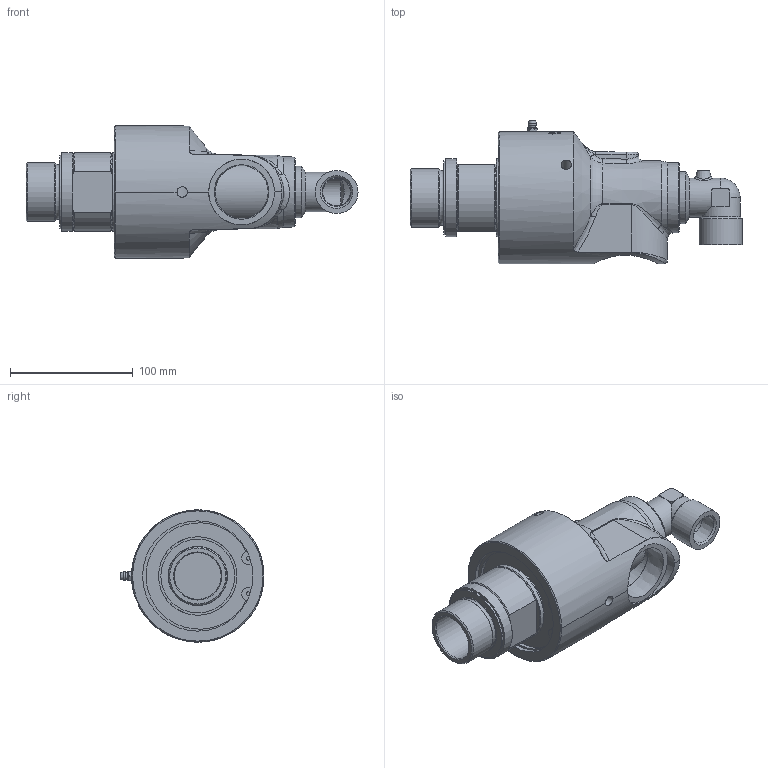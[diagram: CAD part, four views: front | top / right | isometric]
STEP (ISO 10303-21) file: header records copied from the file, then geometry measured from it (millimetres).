
FILE_DESCRIPTION(/* description */ (''),/* implementation_level */ '2;1');
FILE_NAME(/* name */ '555-000-198221-IC.stp',/* time_stamp */ '2020-05-20T10:18:58-05:00',/* author */ ('GALINDOLM'),/* organization */ (''),/* preprocessor_version */ 'ST-DEVELOPER v18',/* originating_system */ 'Autodesk Inventor 2020',/* authorisation */ '');
FILE_SCHEMA (('AUTOMOTIVE_DESIGN { 1 0 10303 214 3 1 1 }'));
Length unit declared in the file: millimetre
Products named in the file (1): 555-000-198221-IC
Bounding box: 270.98 x 117.41 x 108 mm (x, y, z)
Volume: 1010728.6 mm3; surface area: 108474.3 mm2
Topology: 1 solids, 2 shells, 558 faces, 1499 edges, 998 vertices
Faces by surface type: bspline 269, plane 141, cylinder 90, cone 50, torus 7, sphere 1
Full cylindrical faces by diameter (mm): 2.005 x1, 3.12 x2, 3.5 x1, 5.359 x1, 8.6 x3, 22.631 x1, 24.117 x1, 32 x1, 35 x1, 38.1 x1, 43.256 x1, 47.803 x1, 48.4 x1, 53.7 x1, 56.25 x1, 60.3 x1, 64 x2, 90.07 x1
Entity records: 32088 total; most frequent: CARTESIAN_POINT 19232, ORIENTED_EDGE 2992, DIRECTION 1996, EDGE_CURVE 1496, VERTEX_POINT 998, AXIS2_PLACEMENT_3D 756, EDGE_LOOP 616, FACE_OUTER_BOUND 558
